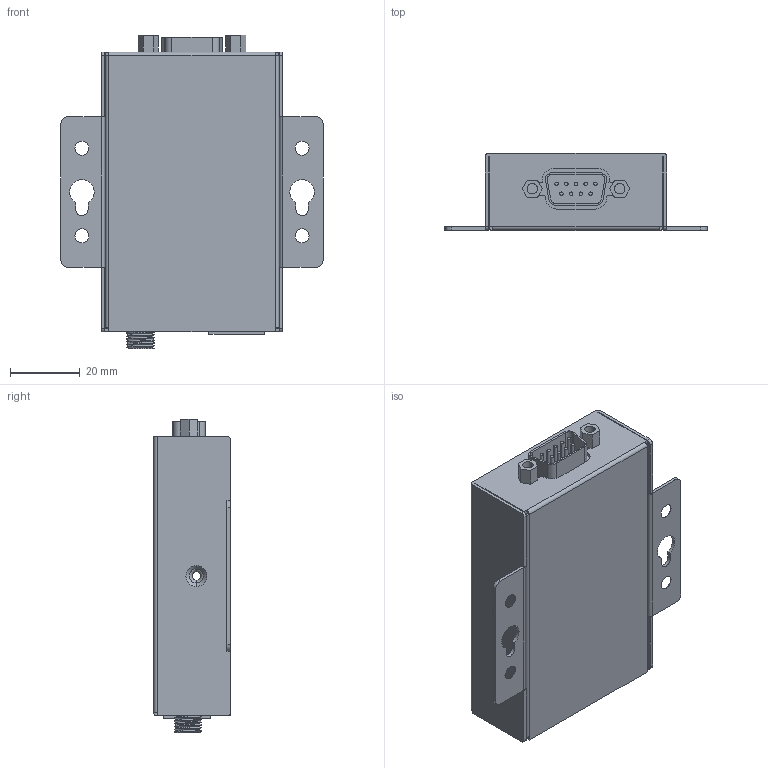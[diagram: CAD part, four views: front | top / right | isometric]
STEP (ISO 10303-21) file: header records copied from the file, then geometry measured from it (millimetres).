
FILE_DESCRIPTION((''),'2;1');
FILE_NAME('3D_NPORT_5110A','2018-10-31T',('Vincent_Huang'),('PTC'),'PRO/ENGINEER BY PARAMETRIC TECHNOLOGY CORPORATION, 2013230','PRO/ENGINEER BY PARAMETRIC TECHNOLOGY CORPORATION, 2013230','');
FILE_SCHEMA(('AUTOMOTIVE_DESIGN { 1 0 10303 214 1 1 1 1 }'));
Length unit declared in the file: millimetre
Products named in the file (1): 3D_NPORT_5110A
Bounding box: 75 x 22 x 89.58 mm (x, y, z)
Volume: 30008.6 mm3; surface area: 46312.7 mm2
Topology: 6 solids, 9 shells, 554 faces, 1386 edges, 912 vertices
Faces by surface type: plane 290, cylinder 238, cone 12, sphere 6, torus 4, bspline 4
Entity records: 17957 total; most frequent: CARTESIAN_POINT 4109, DIRECTION 2980, ORIENTED_EDGE 2760, EDGE_CURVE 1380, AXIS2_PLACEMENT_3D 1082, VERTEX_POINT 912, VECTOR 816, LINE 816
